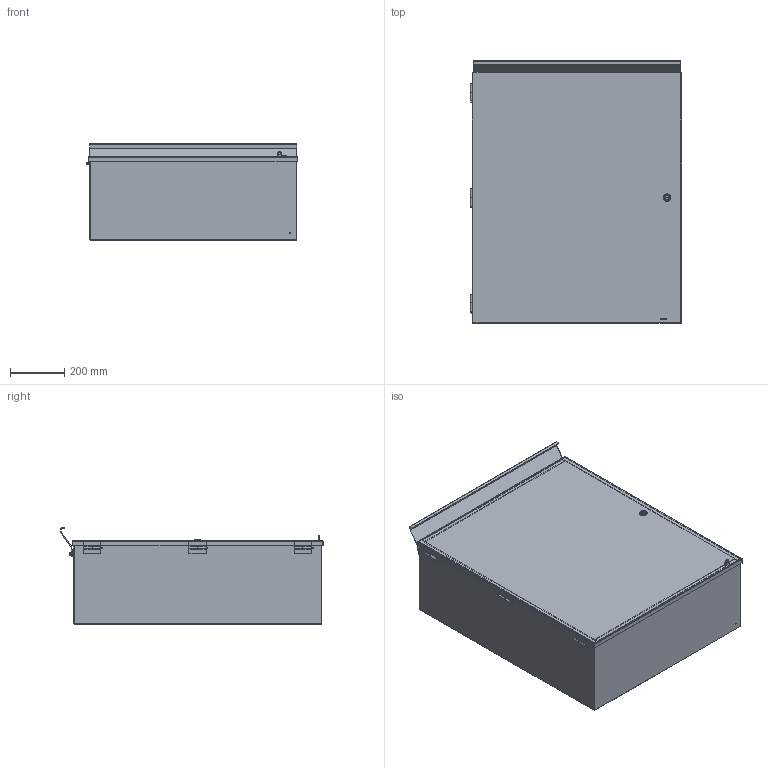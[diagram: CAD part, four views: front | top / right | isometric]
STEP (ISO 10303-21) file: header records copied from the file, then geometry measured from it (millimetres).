
FILE_DESCRIPTION(/* description */ ('CTSD, NEMA 3R, BLR, 36X30X12'),/* implementation_level */ '2;1');
FILE_NAME(/* name */ 'CTSD303612.stp',/* time_stamp */ '2015-01-12T14:41:34-07:00',/* author */ ('samuelbadillo'),/* organization */ (''),/* preprocessor_version */ 'ST-DEVELOPER v15.2',/* originating_system */ 'Autodesk Inventor 2014',/* authorisation */ '');
FILE_SCHEMA (('AUTOMOTIVE_DESIGN { 1 0 10303 214 3 1 1 }'));
Length unit declared in the file: inch
Products named in the file (27): CTSD303612BLR; CTSD3012TOP; CTSD3012BTM; 31815; CTSD3036DR; HC2527; HC2526TP; HC2526TL; HC2526; CTSD3036DRGSK; CTSD30DK; CTSD30DKSGK; 37237; 3907; 3905; 34929; 38822; 35124-1000-102A-AA; 35124-1000-318; 35124-277-01; 35124-1000-02-RA; 35124-1000-03; 1000-112_prt; 35124-1000-23; 35124-1000-24; HFW3513; CTSD303612
Bounding box: 778.37 x 965.07 x 354.32 mm (x, y, z)
Volume: 6348597.3 mm3; surface area: 5465106.8 mm2
Topology: 47 solids, 47 shells, 972 faces, 2262 edges, 1404 vertices
Faces by surface type: plane 548, cylinder 270, cone 77, torus 37, bspline 36, sphere 4
Full cylindrical faces by diameter (mm): 3.175 x1, 3.556 x1, 4.674 x3, 4.978 x4, 5 x1, 5.5 x1, 5.969 x4, 6.35 x4, 6.604 x4, 6.985 x4, 7.144 x12, 7.366 x4, 9.525 x11, 9.9 x1, 10 x1, 10.2 x1, 11.049 x4, 11.125 x4, 11.735 x6, 12.8 x1, 13.5 x1, 15.2 x1, 15.24 x4, 15.875 x4, 16 x1, 16.1 x1, 16.51 x4, 19.8 x1, 22 x1, 28 x1
Entity records: 22431 total; most frequent: CARTESIAN_POINT 5653, DIRECTION 3434, ORIENTED_EDGE 3192, EDGE_CURVE 1596, AXIS2_PLACEMENT_3D 1221, VERTEX_POINT 1026, LINE 992, VECTOR 992
